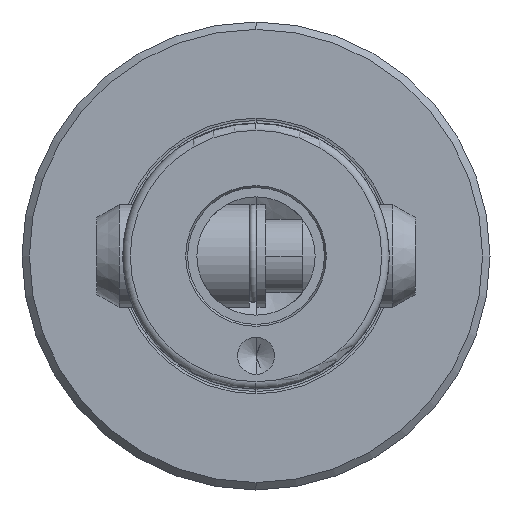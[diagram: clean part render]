
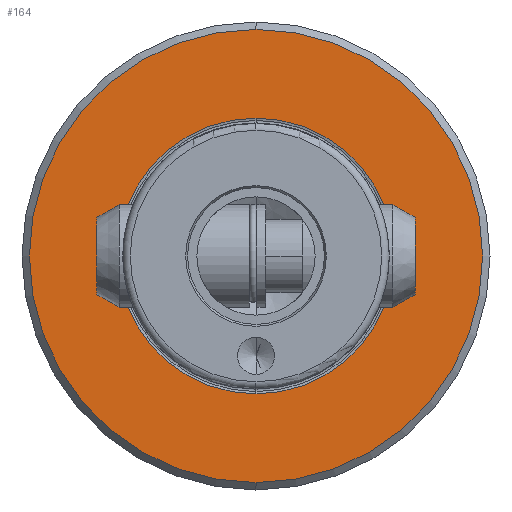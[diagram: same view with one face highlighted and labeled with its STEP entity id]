
A CAD part, left-side view. The second image highlights one B-rep face of the part: STEP entity #164.
In plain terms, the highlighted planar face has unit normal (-1, 0, 0).
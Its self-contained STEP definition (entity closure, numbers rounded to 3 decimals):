
#133 = VERTEX_POINT ( 'NONE', #4474 ) ;
#164 = ADVANCED_FACE ( 'NONE', ( #1389, #2657 ), #2022, .F. ) ;
#191 = VERTEX_POINT ( 'NONE', #1283 ) ;
#234 = DIRECTION ( 'NONE',  ( 0., 0., 1. ) ) ;
#266 = DIRECTION ( 'NONE',  ( 0., 0., 1. ) ) ;
#352 = EDGE_CURVE ( 'NONE', #133, #1387, #1136, .T. ) ;
#497 = ORIENTED_EDGE ( 'NONE', *, *, #1438, .T. ) ;
#683 = DIRECTION ( 'NONE',  ( -1., 0., 0. ) ) ;
#685 = CIRCLE ( 'NONE', #4755, 18.639 ) ;
#864 = DIRECTION ( 'NONE',  ( 1., 0., 0. ) ) ;
#873 = CARTESIAN_POINT ( 'NONE',  ( 40., 0., -30.635 ) ) ;
#1017 = CARTESIAN_POINT ( 'NONE',  ( 40., 0., 0. ) ) ;
#1049 = CARTESIAN_POINT ( 'NONE',  ( 40., 0., 0. ) ) ;
#1136 = CIRCLE ( 'NONE', #2158, 18.639 ) ;
#1175 = DIRECTION ( 'NONE',  ( 0., 0., -1. ) ) ;
#1283 = CARTESIAN_POINT ( 'NONE',  ( 40., 0., 30.635 ) ) ;
#1387 = VERTEX_POINT ( 'NONE', #3756 ) ;
#1389 = FACE_BOUND ( 'NONE', #2537, .T. ) ;
#1438 = EDGE_CURVE ( 'NONE', #191, #3074, #2703, .T. ) ;
#1473 = EDGE_CURVE ( 'NONE', #1387, #133, #685, .T. ) ;
#1744 = EDGE_CURVE ( 'NONE', #3074, #191, #2765, .T. ) ;
#1834 = DIRECTION ( 'NONE',  ( -1., 0., 0. ) ) ;
#2022 = PLANE ( 'NONE',  #2088 ) ;
#2078 = AXIS2_PLACEMENT_3D ( 'NONE', #1017, #1834, #2662 ) ;
#2088 = AXIS2_PLACEMENT_3D ( 'NONE', #2454, #864, #1175 ) ;
#2158 = AXIS2_PLACEMENT_3D ( 'NONE', #3876, #2733, #3115 ) ;
#2230 = ORIENTED_EDGE ( 'NONE', *, *, #1473, .F. ) ;
#2454 = CARTESIAN_POINT ( 'NONE',  ( 40., 18.639, 0. ) ) ;
#2537 = EDGE_LOOP ( 'NONE', ( #4413, #2230 ) ) ;
#2657 = FACE_OUTER_BOUND ( 'NONE', #5131, .T. ) ;
#2662 = DIRECTION ( 'NONE',  ( 0., 0., 1. ) ) ;
#2703 = CIRCLE ( 'NONE', #2078, 30.635 ) ;
#2733 = DIRECTION ( 'NONE',  ( -1., 0., 0. ) ) ;
#2765 = CIRCLE ( 'NONE', #4656, 30.635 ) ;
#3074 = VERTEX_POINT ( 'NONE', #873 ) ;
#3115 = DIRECTION ( 'NONE',  ( 0., 0., 1. ) ) ;
#3689 = ORIENTED_EDGE ( 'NONE', *, *, #1744, .T. ) ;
#3756 = CARTESIAN_POINT ( 'NONE',  ( 40., 0., -18.639 ) ) ;
#3876 = CARTESIAN_POINT ( 'NONE',  ( 40., 0., 0. ) ) ;
#3968 = CARTESIAN_POINT ( 'NONE',  ( 40., 0., 0. ) ) ;
#4256 = DIRECTION ( 'NONE',  ( -1., 0., 0. ) ) ;
#4413 = ORIENTED_EDGE ( 'NONE', *, *, #352, .F. ) ;
#4474 = CARTESIAN_POINT ( 'NONE',  ( 40., 0., 18.639 ) ) ;
#4656 = AXIS2_PLACEMENT_3D ( 'NONE', #3968, #683, #234 ) ;
#4755 = AXIS2_PLACEMENT_3D ( 'NONE', #1049, #4256, #266 ) ;
#5131 = EDGE_LOOP ( 'NONE', ( #3689, #497 ) ) ;
